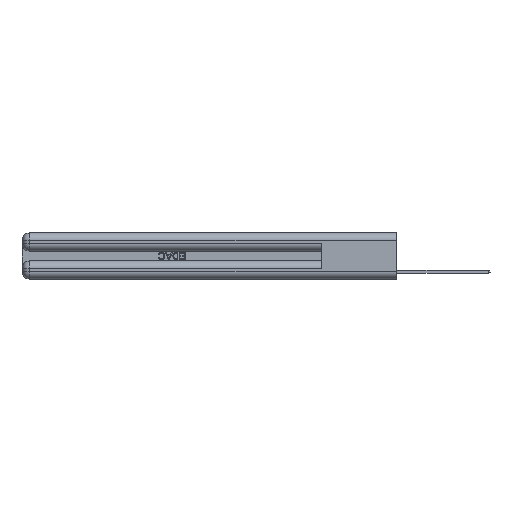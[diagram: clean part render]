
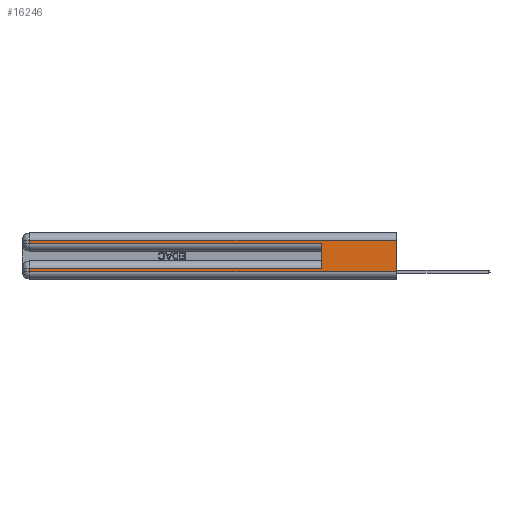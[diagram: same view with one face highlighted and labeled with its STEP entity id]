
A CAD part, left-side view. The second image highlights one B-rep face of the part: STEP entity #16246.
In plain terms, the highlighted planar face has unit normal (-1, 0, 0).
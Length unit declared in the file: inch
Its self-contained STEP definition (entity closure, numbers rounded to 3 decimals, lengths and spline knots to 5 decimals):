
#259 = VECTOR ( 'NONE', #29542, 39.37008 ) ;
#476 = DIRECTION ( 'NONE',  ( 0., 0., -1. ) ) ;
#1613 = CARTESIAN_POINT ( 'NONE',  ( 0., 0.6, 0.285 ) ) ;
#2289 = ORIENTED_EDGE ( 'NONE', *, *, #7279, .T. ) ;
#2520 = LINE ( 'NONE', #25996, #28626 ) ;
#3496 = CARTESIAN_POINT ( 'NONE',  ( 0., 0., 0.06 ) ) ;
#3594 = DIRECTION ( 'NONE',  ( 0., -1., 0. ) ) ;
#3662 = CARTESIAN_POINT ( 'NONE',  ( 0., 2.94, 0.37 ) ) ;
#3793 = VECTOR ( 'NONE', #476, 39.37008 ) ;
#3973 = CARTESIAN_POINT ( 'NONE',  ( 0., 0., 0.31 ) ) ;
#5259 = CARTESIAN_POINT ( 'NONE',  ( 0., 2.94, 0.31 ) ) ;
#5572 = DIRECTION ( 'NONE',  ( 1., 0., 0. ) ) ;
#5652 = EDGE_CURVE ( 'NONE', #25995, #12714, #11970, .T. ) ;
#5962 = VECTOR ( 'NONE', #14035, 39.37008 ) ;
#7279 = EDGE_CURVE ( 'NONE', #18441, #25995, #27508, .T. ) ;
#7415 = LINE ( 'NONE', #11561, #23267 ) ;
#7604 = PLANE ( 'NONE',  #15102 ) ;
#8341 = EDGE_CURVE ( 'NONE', #23358, #27933, #8606, .T. ) ;
#8606 = LINE ( 'NONE', #23795, #5962 ) ;
#10039 = CARTESIAN_POINT ( 'NONE',  ( 0., 2.94, 0.06 ) ) ;
#10493 = CARTESIAN_POINT ( 'NONE',  ( 0., 2.94, 0.085 ) ) ;
#11165 = CARTESIAN_POINT ( 'NONE',  ( 0., 2.94, 0.285 ) ) ;
#11393 = DIRECTION ( 'NONE',  ( 0., 0., -1. ) ) ;
#11561 = CARTESIAN_POINT ( 'NONE',  ( 0., 0., 0.285 ) ) ;
#11758 = DIRECTION ( 'NONE',  ( 0., -1., 0. ) ) ;
#11970 = LINE ( 'NONE', #30406, #29280 ) ;
#12397 = VECTOR ( 'NONE', #16103, 39.37008 ) ;
#12714 = VERTEX_POINT ( 'NONE', #10039 ) ;
#13937 = DIRECTION ( 'NONE',  ( 0., 0., 1. ) ) ;
#14035 = DIRECTION ( 'NONE',  ( 0., 1., 0. ) ) ;
#14047 = VERTEX_POINT ( 'NONE', #1613 ) ;
#14330 = EDGE_LOOP ( 'NONE', ( #23401, #23219, #24565, #16826, #28241, #2289, #29394, #16747 ) ) ;
#15102 = AXIS2_PLACEMENT_3D ( 'NONE', #27169, #5572, #29298 ) ;
#16103 = DIRECTION ( 'NONE',  ( 0., 0., -1. ) ) ;
#16246 = ADVANCED_FACE ( 'NONE', ( #21638 ), #7604, .F. ) ;
#16747 = ORIENTED_EDGE ( 'NONE', *, *, #17075, .T. ) ;
#16826 = ORIENTED_EDGE ( 'NONE', *, *, #20552, .T. ) ;
#17075 = EDGE_CURVE ( 'NONE', #12714, #28468, #27616, .T. ) ;
#17161 = VERTEX_POINT ( 'NONE', #11165 ) ;
#17823 = LINE ( 'NONE', #29431, #3793 ) ;
#18441 = VERTEX_POINT ( 'NONE', #18817 ) ;
#18817 = CARTESIAN_POINT ( 'NONE',  ( 0., 0.6, 0.085 ) ) ;
#20062 = EDGE_CURVE ( 'NONE', #27933, #17161, #27466, .T. ) ;
#20552 = EDGE_CURVE ( 'NONE', #17161, #14047, #7415, .T. ) ;
#21222 = VECTOR ( 'NONE', #3594, 39.37008 ) ;
#21638 = FACE_OUTER_BOUND ( 'NONE', #14330, .T. ) ;
#23219 = ORIENTED_EDGE ( 'NONE', *, *, #8341, .T. ) ;
#23267 = VECTOR ( 'NONE', #11758, 39.37008 ) ;
#23358 = VERTEX_POINT ( 'NONE', #3973 ) ;
#23401 = ORIENTED_EDGE ( 'NONE', *, *, #29058, .F. ) ;
#23795 = CARTESIAN_POINT ( 'NONE',  ( 0., 0., 0.31 ) ) ;
#24565 = ORIENTED_EDGE ( 'NONE', *, *, #20062, .T. ) ;
#24712 = CARTESIAN_POINT ( 'NONE',  ( 0., 0., 0.085 ) ) ;
#25127 = EDGE_CURVE ( 'NONE', #18441, #14047, #2520, .T. ) ;
#25995 = VERTEX_POINT ( 'NONE', #10493 ) ;
#25996 = CARTESIAN_POINT ( 'NONE',  ( 0., 0.6, 0.145 ) ) ;
#27169 = CARTESIAN_POINT ( 'NONE',  ( 0., 0., 0.37 ) ) ;
#27466 = LINE ( 'NONE', #3662, #12397 ) ;
#27508 = LINE ( 'NONE', #24712, #259 ) ;
#27616 = LINE ( 'NONE', #3496, #21222 ) ;
#27933 = VERTEX_POINT ( 'NONE', #5259 ) ;
#28241 = ORIENTED_EDGE ( 'NONE', *, *, #25127, .F. ) ;
#28468 = VERTEX_POINT ( 'NONE', #29265 ) ;
#28626 = VECTOR ( 'NONE', #13937, 39.37008 ) ;
#29058 = EDGE_CURVE ( 'NONE', #23358, #28468, #17823, .T. ) ;
#29265 = CARTESIAN_POINT ( 'NONE',  ( 0., 0., 0.06 ) ) ;
#29280 = VECTOR ( 'NONE', #11393, 39.37008 ) ;
#29298 = DIRECTION ( 'NONE',  ( 0., 0., -1. ) ) ;
#29394 = ORIENTED_EDGE ( 'NONE', *, *, #5652, .T. ) ;
#29431 = CARTESIAN_POINT ( 'NONE',  ( 0., 0., 0.37 ) ) ;
#29542 = DIRECTION ( 'NONE',  ( 0., 1., 0. ) ) ;
#30406 = CARTESIAN_POINT ( 'NONE',  ( 0., 2.94, 0.37 ) ) ;
